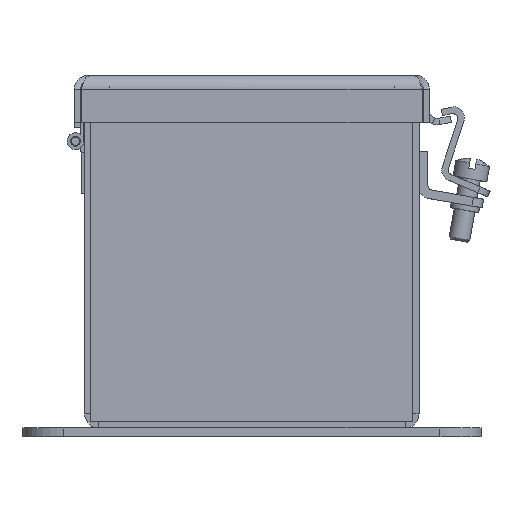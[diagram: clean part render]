
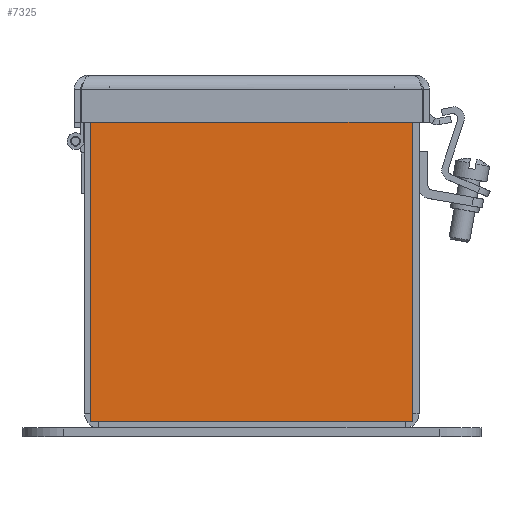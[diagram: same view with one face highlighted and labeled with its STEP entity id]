
A CAD part, left-side view. The second image highlights one B-rep face of the part: STEP entity #7325.
In plain terms, the highlighted face is planar.
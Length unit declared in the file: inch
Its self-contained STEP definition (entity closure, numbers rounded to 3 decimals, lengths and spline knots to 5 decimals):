
#296=PLANE('',#7954);
#549=FACE_OUTER_BOUND('',#944,.T.);
#944=EDGE_LOOP('',(#4962,#4963,#4964,#4965,#4966,#4967,#4968,#4969,#4970,
#4971,#4972,#4973));
#1707=LINE('',#10847,#2427);
#1722=LINE('',#10883,#2442);
#1725=LINE('',#10890,#2445);
#1729=LINE('',#10897,#2449);
#1731=LINE('',#10901,#2451);
#1732=LINE('',#10903,#2452);
#1733=LINE('',#10905,#2453);
#1734=LINE('',#10907,#2454);
#1735=LINE('',#10909,#2455);
#1736=LINE('',#10911,#2456);
#1737=LINE('',#10913,#2457);
#1738=LINE('',#10914,#2458);
#2427=VECTOR('',#8754,0.3937);
#2442=VECTOR('',#8793,0.3937);
#2445=VECTOR('',#8798,0.3937);
#2449=VECTOR('',#8804,0.3937);
#2451=VECTOR('',#8808,0.3937);
#2452=VECTOR('',#8809,0.3937);
#2453=VECTOR('',#8810,0.3937);
#2454=VECTOR('',#8811,0.3937);
#2455=VECTOR('',#8812,0.3937);
#2456=VECTOR('',#8813,0.3937);
#2457=VECTOR('',#8814,0.3937);
#2458=VECTOR('',#8815,0.3937);
#3128=VERTEX_POINT('',#10844);
#3129=VERTEX_POINT('',#10846);
#3138=VERTEX_POINT('',#10882);
#3140=VERTEX_POINT('',#10888);
#3141=VERTEX_POINT('',#10889);
#3144=VERTEX_POINT('',#10900);
#3145=VERTEX_POINT('',#10902);
#3146=VERTEX_POINT('',#10904);
#3147=VERTEX_POINT('',#10906);
#3148=VERTEX_POINT('',#10908);
#3149=VERTEX_POINT('',#10910);
#3150=VERTEX_POINT('',#10912);
#3818=EDGE_CURVE('',#3129,#3128,#1707,.T.);
#3836=EDGE_CURVE('',#3138,#3129,#1722,.T.);
#3839=EDGE_CURVE('',#3140,#3141,#1725,.T.);
#3843=EDGE_CURVE('',#3141,#3138,#1729,.T.);
#3845=EDGE_CURVE('',#3128,#3144,#1731,.T.);
#3846=EDGE_CURVE('',#3144,#3145,#1732,.T.);
#3847=EDGE_CURVE('',#3145,#3146,#1733,.T.);
#3848=EDGE_CURVE('',#3146,#3147,#1734,.T.);
#3849=EDGE_CURVE('',#3147,#3148,#1735,.T.);
#3850=EDGE_CURVE('',#3148,#3149,#1736,.T.);
#3851=EDGE_CURVE('',#3149,#3150,#1737,.T.);
#3852=EDGE_CURVE('',#3150,#3140,#1738,.T.);
#4962=ORIENTED_EDGE('',*,*,#3839,.T.);
#4963=ORIENTED_EDGE('',*,*,#3843,.T.);
#4964=ORIENTED_EDGE('',*,*,#3836,.T.);
#4965=ORIENTED_EDGE('',*,*,#3818,.T.);
#4966=ORIENTED_EDGE('',*,*,#3845,.T.);
#4967=ORIENTED_EDGE('',*,*,#3846,.T.);
#4968=ORIENTED_EDGE('',*,*,#3847,.T.);
#4969=ORIENTED_EDGE('',*,*,#3848,.T.);
#4970=ORIENTED_EDGE('',*,*,#3849,.T.);
#4971=ORIENTED_EDGE('',*,*,#3850,.T.);
#4972=ORIENTED_EDGE('',*,*,#3851,.T.);
#4973=ORIENTED_EDGE('',*,*,#3852,.T.);
#7325=ADVANCED_FACE('',(#549),#296,.F.);
#7954=AXIS2_PLACEMENT_3D('',#10899,#8806,#8807);
#8754=DIRECTION('',(1.,0.,0.));
#8793=DIRECTION('',(0.,1.,0.));
#8798=DIRECTION('',(0.,-1.,0.));
#8804=DIRECTION('',(1.,0.,0.));
#8806=DIRECTION('center_axis',(0.,0.,1.));
#8807=DIRECTION('ref_axis',(1.,0.,0.));
#8808=DIRECTION('',(0.,-1.,0.));
#8809=DIRECTION('',(1.,0.,0.));
#8810=DIRECTION('',(0.,1.,0.));
#8811=DIRECTION('',(1.,0.,0.));
#8812=DIRECTION('',(0.,-1.,0.));
#8813=DIRECTION('',(-1.,0.,0.));
#8814=DIRECTION('',(0.,1.,0.));
#8815=DIRECTION('',(1.,0.,0.));
#10844=CARTESIAN_POINT('',(1.4275,1.83225,0.));
#10846=CARTESIAN_POINT('',(-1.4275,1.83225,0.));
#10847=CARTESIAN_POINT('',(-0.71375,1.83225,0.));
#10882=CARTESIAN_POINT('',(-1.4275,1.83205,0.));
#10883=CARTESIAN_POINT('',(-1.4275,0.91602,0.));
#10888=CARTESIAN_POINT('',(-1.4277,1.926,0.));
#10889=CARTESIAN_POINT('',(-1.4277,1.83205,0.));
#10890=CARTESIAN_POINT('',(-1.4277,0.963,0.));
#10897=CARTESIAN_POINT('',(-0.71385,1.83205,0.));
#10899=CARTESIAN_POINT('Origin',(0.,0.,
0.));
#10900=CARTESIAN_POINT('',(1.4275,1.83205,0.));
#10901=CARTESIAN_POINT('',(1.4275,0.963,0.));
#10902=CARTESIAN_POINT('',(1.4277,1.83205,0.));
#10903=CARTESIAN_POINT('',(0.71375,1.83205,0.));
#10904=CARTESIAN_POINT('',(1.4277,1.926,0.));
#10905=CARTESIAN_POINT('',(1.4277,0.91603,0.));
#10906=CARTESIAN_POINT('',(1.926,1.926,0.));
#10907=CARTESIAN_POINT('',(-1.926,1.926,0.));
#10908=CARTESIAN_POINT('',(1.926,-1.926,0.));
#10909=CARTESIAN_POINT('',(1.926,1.926,0.));
#10910=CARTESIAN_POINT('',(-1.926,-1.926,0.));
#10911=CARTESIAN_POINT('',(1.926,-1.926,0.));
#10912=CARTESIAN_POINT('',(-1.926,1.926,0.));
#10913=CARTESIAN_POINT('',(-1.926,-1.926,0.));
#10914=CARTESIAN_POINT('',(-1.926,1.926,0.));
